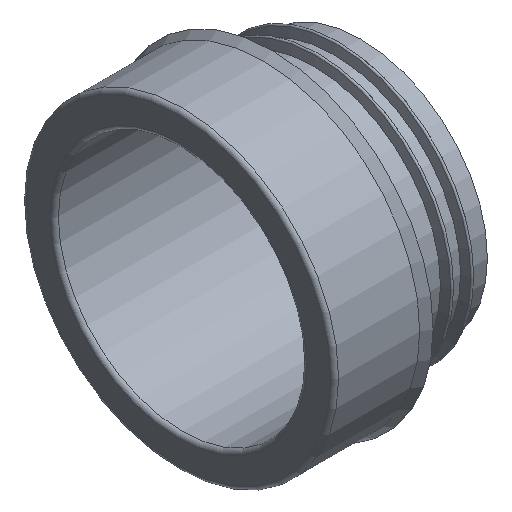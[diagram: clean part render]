
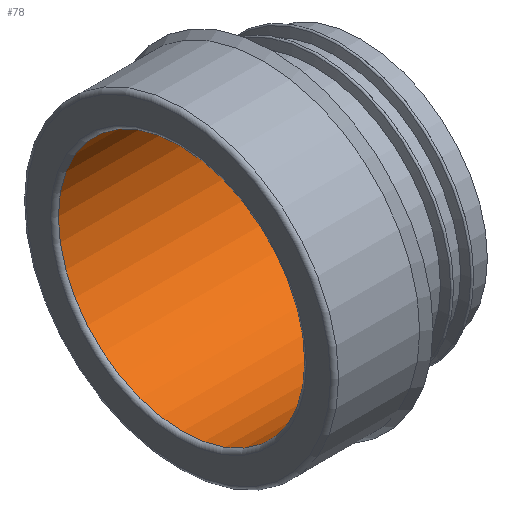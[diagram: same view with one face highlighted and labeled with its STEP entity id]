
A CAD part, isometric view. The second image highlights one B-rep face of the part: STEP entity #78.
In plain terms, the highlighted cylindrical face has radius 18.5 mm (diameter 37 mm), a full revolution.
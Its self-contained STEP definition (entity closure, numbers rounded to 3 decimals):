
#78 = ADVANCED_FACE( '', ( #107, #108 ), #109, .F. );
#107 = FACE_OUTER_BOUND( '', #175, .T. );
#108 = FACE_OUTER_BOUND( '', #176, .T. );
#109 = CYLINDRICAL_SURFACE( '', #177, 18.5 );
#175 = EDGE_LOOP( '', ( #249 ) );
#176 = EDGE_LOOP( '', ( #250 ) );
#177 = AXIS2_PLACEMENT_3D( '', #251, #252, #253 );
#249 = ORIENTED_EDGE( '', *, *, #350, .T. );
#250 = ORIENTED_EDGE( '', *, *, #349, .F. );
#251 = CARTESIAN_POINT( '', ( 13.6, 0., 0. ) );
#252 = DIRECTION( '', ( -1., 0., 0. ) );
#253 = DIRECTION( '', ( 0., 0., -1. ) );
#349 = EDGE_CURVE( '', #376, #376, #377, .T. );
#350 = EDGE_CURVE( '', #378, #378, #379, .T. );
#376 = VERTEX_POINT( '', #420 );
#377 = CIRCLE( '', #421, 18.5 );
#378 = VERTEX_POINT( '', #422 );
#379 = CIRCLE( '', #423, 18.5 );
#420 = CARTESIAN_POINT( '', ( -13., 0., -18.5 ) );
#421 = AXIS2_PLACEMENT_3D( '', #467, #468, #469 );
#422 = CARTESIAN_POINT( '', ( 13.6, 0., -18.5 ) );
#423 = AXIS2_PLACEMENT_3D( '', #470, #471, #472 );
#467 = CARTESIAN_POINT( '', ( -13., 0., 0. ) );
#468 = DIRECTION( '', ( 1., 0., 0. ) );
#469 = DIRECTION( '', ( 0., 0., -1. ) );
#470 = CARTESIAN_POINT( '', ( 13.6, 0., 0. ) );
#471 = DIRECTION( '', ( 1., 0., 0. ) );
#472 = DIRECTION( '', ( 0., 0., -1. ) );
